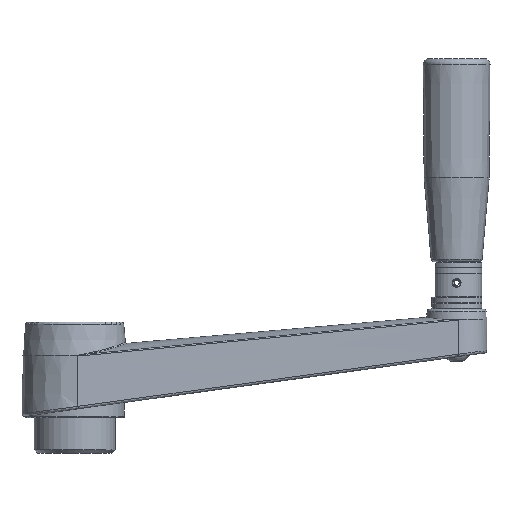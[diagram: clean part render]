
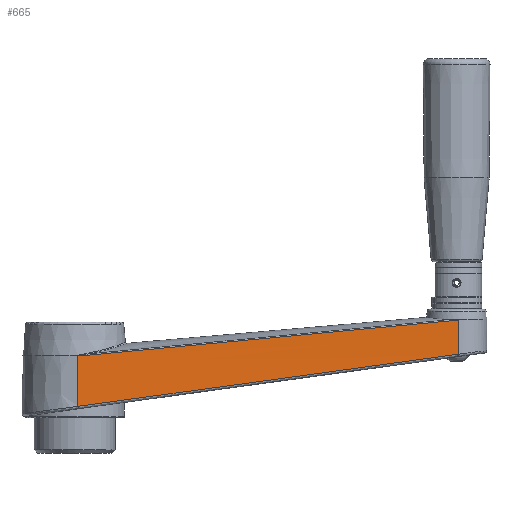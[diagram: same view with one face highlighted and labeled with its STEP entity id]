
A CAD part, front view. The second image highlights one B-rep face of the part: STEP entity #665.
In plain terms, the highlighted free-form (B-spline) face has degree [3, 3] with [4, 4] control points.
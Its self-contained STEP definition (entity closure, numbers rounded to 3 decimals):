
#665 = ADVANCED_FACE( '', ( #1447 ), #1448, .T. );
#1447 = FACE_OUTER_BOUND( '', #4205, .T. );
#1448 = B_SPLINE_SURFACE_WITH_KNOTS( '', 3, 3, ( ( #4206, #4207, #4208, #4209 ), ( #4210, #4211, #4212, #4213 ), ( #4214, #4215, #4216, #4217 ), ( #4218, #4219, #4220, #4221 ) ), .UNSPECIFIED., .F., .F., .F., ( 4, 4 ), ( 4, 4 ), ( 0., 1. ), ( 0., 1. ), .UNSPECIFIED. );
#4205 = EDGE_LOOP( '', ( #6215, #6216, #6217, #6218, #6219, #6220 ) );
#4206 = CARTESIAN_POINT( '', ( 1.314, -21.75, 26.1 ) );
#4207 = CARTESIAN_POINT( '', ( 54.46, -18.717, 31.137 ) );
#4208 = CARTESIAN_POINT( '', ( 107.605, -15.683, 36.173 ) );
#4209 = CARTESIAN_POINT( '', ( 160.751, -12.65, 41.21 ) );
#4210 = CARTESIAN_POINT( '', ( 1.314, -21.863, 18.617 ) );
#4211 = CARTESIAN_POINT( '', ( 54.46, -18.792, 24.408 ) );
#4212 = CARTESIAN_POINT( '', ( 107.605, -15.721, 30.199 ) );
#4213 = CARTESIAN_POINT( '', ( 160.751, -12.65, 35.991 ) );
#4214 = CARTESIAN_POINT( '', ( 1.314, -21.977, 11.133 ) );
#4215 = CARTESIAN_POINT( '', ( 54.46, -18.868, 17.679 ) );
#4216 = CARTESIAN_POINT( '', ( 107.605, -15.759, 24.225 ) );
#4217 = CARTESIAN_POINT( '', ( 160.751, -12.65, 30.771 ) );
#4218 = CARTESIAN_POINT( '', ( 1.314, -22.09, 3.65 ) );
#4219 = CARTESIAN_POINT( '', ( 54.46, -18.943, 10.951 ) );
#4220 = CARTESIAN_POINT( '', ( 107.605, -15.797, 18.251 ) );
#4221 = CARTESIAN_POINT( '', ( 160.751, -12.65, 25.552 ) );
#6215 = ORIENTED_EDGE( '', *, *, #7195, .F. );
#6216 = ORIENTED_EDGE( '', *, *, #7259, .T. );
#6217 = ORIENTED_EDGE( '', *, *, #7272, .T. );
#6218 = ORIENTED_EDGE( '', *, *, #7221, .T. );
#6219 = ORIENTED_EDGE( '', *, *, #7075, .T. );
#6220 = ORIENTED_EDGE( '', *, *, #7285, .T. );
#7075 = EDGE_CURVE( '', #8158, #8156, #8159, .T. );
#7195 = EDGE_CURVE( '', #8312, #8314, #8315, .T. );
#7221 = EDGE_CURVE( '', #8344, #8158, #8345, .F. );
#7259 = EDGE_CURVE( '', #8312, #8388, #8390, .T. );
#7272 = EDGE_CURVE( '', #8388, #8344, #8406, .T. );
#7285 = EDGE_CURVE( '', #8156, #8314, #8422, .T. );
#8156 = VERTEX_POINT( '', #10950 );
#8158 = VERTEX_POINT( '', #11000 );
#8159 = B_SPLINE_CURVE_WITH_KNOTS( '', 3, ( #11001, #11002, #11003, #11004 ), .UNSPECIFIED., .F., .F., ( 4, 4 ), ( 0., 0. ), .UNSPECIFIED. );
#8312 = VERTEX_POINT( '', #11379 );
#8314 = VERTEX_POINT( '', #11385 );
#8315 = LINE( '', #11386, #11387 );
#8344 = VERTEX_POINT( '', #11426 );
#8345 = LINE( '', #11427, #11428 );
#8388 = VERTEX_POINT( '', #11536 );
#8390 = B_SPLINE_CURVE_WITH_KNOTS( '', 3, ( #11538, #11539, #11540, #11541, #11542, #11543 ), .UNSPECIFIED., .F., .F., ( 4, 2, 4 ), ( 0., 0.078, 0.157 ), .UNSPECIFIED. );
#8406 = B_SPLINE_CURVE_WITH_KNOTS( '', 3, ( #11561, #11562, #11563, #11564, #11565, #11566, #11567, #11568, #11569, #11570, #11571, #11572, #11573, #11574, #11575, #11576, #11577, #11578, #11579, #11580, #11581, #11582, #11583 ), .UNSPECIFIED., .F., .F., ( 4, 2, 1, 2, 2, 2, 2, 2, 2, 1, 1, 2, 4 ), ( 0., 0., 0., 0.001, 0.001, 0.002, 0.002, 0.003, 0.003, 0.003, 0.003, 0.003, 0.003 ), .UNSPECIFIED. );
#8422 = B_SPLINE_CURVE_WITH_KNOTS( '', 3, ( #11618, #11619, #11620, #11621, #11622, #11623, #11624 ), .UNSPECIFIED., .F., .F., ( 4, 2, 1, 4 ), ( 0., 0.081, 0.121, 0.161 ), .UNSPECIFIED. );
#10950 = CARTESIAN_POINT( '', ( 1.323, -22.074, 4.668 ) );
#11000 = CARTESIAN_POINT( '', ( 1.314, -22.072, 4.797 ) );
#11001 = CARTESIAN_POINT( '', ( 1.314, -22.072, 4.797 ) );
#11002 = CARTESIAN_POINT( '', ( 1.314, -22.073, 4.754 ) );
#11003 = CARTESIAN_POINT( '', ( 1.317, -22.074, 4.711 ) );
#11004 = CARTESIAN_POINT( '', ( 1.323, -22.074, 4.668 ) );
#11379 = CARTESIAN_POINT( '', ( 160.751, -12.65, 40.836 ) );
#11385 = CARTESIAN_POINT( '', ( 160.751, -12.65, 26.553 ) );
#11386 = CARTESIAN_POINT( '', ( 160.751, -12.65, 41.21 ) );
#11387 = VECTOR( '', #12337, 1000. );
#11426 = CARTESIAN_POINT( '', ( 1.314, -21.753, 25.915 ) );
#11427 = CARTESIAN_POINT( '', ( 1.314, -22.09, 3.65 ) );
#11428 = VECTOR( '', #12360, 1000. );
#11536 = CARTESIAN_POINT( '', ( 4.74, -21.56, 26.054 ) );
#11538 = CARTESIAN_POINT( '', ( 160.751, -12.65, 40.836 ) );
#11539 = CARTESIAN_POINT( '', ( 134.749, -14.135, 38.373 ) );
#11540 = CARTESIAN_POINT( '', ( 108.747, -15.621, 35.909 ) );
#11541 = CARTESIAN_POINT( '', ( 56.744, -18.59, 30.982 ) );
#11542 = CARTESIAN_POINT( '', ( 30.742, -20.075, 28.518 ) );
#11543 = CARTESIAN_POINT( '', ( 4.74, -21.56, 26.054 ) );
#11561 = CARTESIAN_POINT( '', ( 4.74, -21.56, 26.054 ) );
#11562 = CARTESIAN_POINT( '', ( 4.669, -21.564, 26.048 ) );
#11563 = CARTESIAN_POINT( '', ( 4.598, -21.568, 26.041 ) );
#11564 = CARTESIAN_POINT( '', ( 4.455, -21.576, 26.03 ) );
#11565 = CARTESIAN_POINT( '', ( 4.242, -21.588, 26.014 ) );
#11566 = CARTESIAN_POINT( '', ( 4.028, -21.6, 26.001 ) );
#11567 = CARTESIAN_POINT( '', ( 3.742, -21.617, 25.988 ) );
#11568 = CARTESIAN_POINT( '', ( 3.6, -21.625, 25.982 ) );
#11569 = CARTESIAN_POINT( '', ( 3.314, -21.641, 25.973 ) );
#11570 = CARTESIAN_POINT( '', ( 3.171, -21.649, 25.969 ) );
#11571 = CARTESIAN_POINT( '', ( 2.885, -21.665, 25.963 ) );
#11572 = CARTESIAN_POINT( '', ( 2.742, -21.673, 25.96 ) );
#11573 = CARTESIAN_POINT( '', ( 2.457, -21.689, 25.956 ) );
#11574 = CARTESIAN_POINT( '', ( 2.314, -21.697, 25.953 ) );
#11575 = CARTESIAN_POINT( '', ( 2.028, -21.713, 25.947 ) );
#11576 = CARTESIAN_POINT( '', ( 1.885, -21.721, 25.943 ) );
#11577 = CARTESIAN_POINT( '', ( 1.671, -21.733, 25.935 ) );
#11578 = CARTESIAN_POINT( '', ( 1.564, -21.739, 25.93 ) );
#11579 = CARTESIAN_POINT( '', ( 1.439, -21.746, 25.923 ) );
#11580 = CARTESIAN_POINT( '', ( 1.386, -21.749, 25.92 ) );
#11581 = CARTESIAN_POINT( '', ( 1.35, -21.751, 25.917 ) );
#11582 = CARTESIAN_POINT( '', ( 1.332, -21.752, 25.916 ) );
#11583 = CARTESIAN_POINT( '', ( 1.314, -21.753, 25.915 ) );
#11618 = CARTESIAN_POINT( '', ( 1.323, -22.074, 4.668 ) );
#11619 = CARTESIAN_POINT( '', ( 27.894, -20.502, 8.316 ) );
#11620 = CARTESIAN_POINT( '', ( 54.465, -18.931, 11.964 ) );
#11621 = CARTESIAN_POINT( '', ( 94.322, -16.575, 17.436 ) );
#11622 = CARTESIAN_POINT( '', ( 120.893, -15.005, 21.083 ) );
#11623 = CARTESIAN_POINT( '', ( 147.465, -13.435, 24.73 ) );
#11624 = CARTESIAN_POINT( '', ( 160.751, -12.65, 26.553 ) );
#12337 = DIRECTION( '', ( 0., 0., -1. ) );
#12360 = DIRECTION( '', ( 0., 0.015, 1. ) );
